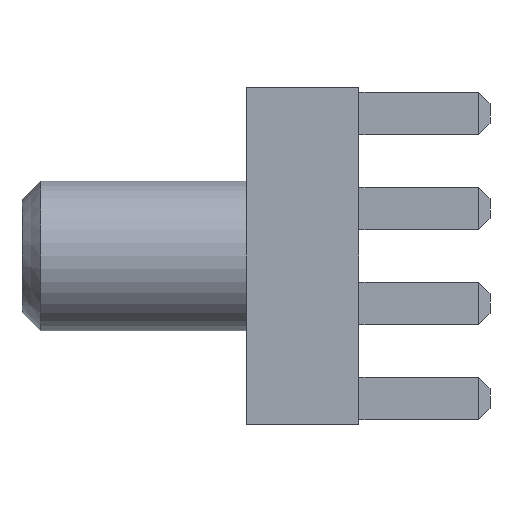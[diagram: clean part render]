
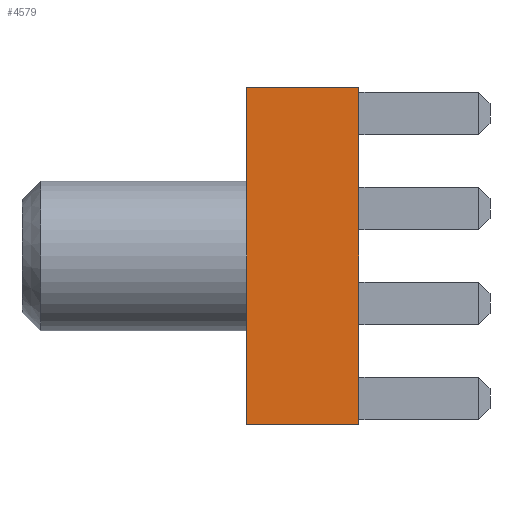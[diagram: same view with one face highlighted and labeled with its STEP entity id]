
A CAD part, left-side view. The second image highlights one B-rep face of the part: STEP entity #4579.
In plain terms, the highlighted planar face has unit normal (-1, 0, 0).
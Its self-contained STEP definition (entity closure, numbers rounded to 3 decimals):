
#435 = ORIENTED_EDGE ( 'NONE', *, *, #705, .T. ) ;
#544 = EDGE_CURVE ( 'NONE', #4447, #1686, #4387, .T. ) ;
#705 = EDGE_CURVE ( 'NONE', #1686, #5019, #3477, .T. ) ;
#781 = DIRECTION ( 'NONE',  ( 1., 0., 0. ) ) ;
#815 = CARTESIAN_POINT ( 'NONE',  ( -4.5, 3., -4.5 ) ) ;
#827 = CARTESIAN_POINT ( 'NONE',  ( -4.5, 3., -4.5 ) ) ;
#1001 = EDGE_CURVE ( 'NONE', #4447, #2500, #3588, .T. ) ;
#1224 = CARTESIAN_POINT ( 'NONE',  ( -4.5, 0., -4.5 ) ) ;
#1434 = EDGE_LOOP ( 'NONE', ( #435, #4635, #2383, #2515 ) ) ;
#1641 = CARTESIAN_POINT ( 'NONE',  ( -4.5, 3., -4.5 ) ) ;
#1686 = VERTEX_POINT ( 'NONE', #1224 ) ;
#1758 = LINE ( 'NONE', #3185, #4601 ) ;
#2009 = DIRECTION ( 'NONE',  ( 0., -1., 0. ) ) ;
#2146 = DIRECTION ( 'NONE',  ( 0., 0., 1. ) ) ;
#2219 = EDGE_CURVE ( 'NONE', #2500, #5019, #1758, .T. ) ;
#2323 = PLANE ( 'NONE',  #3091 ) ;
#2335 = DIRECTION ( 'NONE',  ( 0., 0., 1. ) ) ;
#2350 = CARTESIAN_POINT ( 'NONE',  ( -4.5, 3., -4.5 ) ) ;
#2383 = ORIENTED_EDGE ( 'NONE', *, *, #1001, .F. ) ;
#2500 = VERTEX_POINT ( 'NONE', #3327 ) ;
#2515 = ORIENTED_EDGE ( 'NONE', *, *, #544, .T. ) ;
#2663 = CARTESIAN_POINT ( 'NONE',  ( -4.5, 0., 4.5 ) ) ;
#3091 = AXIS2_PLACEMENT_3D ( 'NONE', #815, #781, #3494 ) ;
#3185 = CARTESIAN_POINT ( 'NONE',  ( -4.5, 3., 4.5 ) ) ;
#3327 = CARTESIAN_POINT ( 'NONE',  ( -4.5, 3., 4.5 ) ) ;
#3359 = VECTOR ( 'NONE', #2009, 1000. ) ;
#3377 = FACE_OUTER_BOUND ( 'NONE', #1434, .T. ) ;
#3477 = LINE ( 'NONE', #4477, #3597 ) ;
#3494 = DIRECTION ( 'NONE',  ( 0., 0., -1. ) ) ;
#3588 = LINE ( 'NONE', #2350, #3953 ) ;
#3597 = VECTOR ( 'NONE', #2146, 1000. ) ;
#3953 = VECTOR ( 'NONE', #2335, 1000. ) ;
#4332 = DIRECTION ( 'NONE',  ( 0., -1., 0. ) ) ;
#4387 = LINE ( 'NONE', #1641, #3359 ) ;
#4447 = VERTEX_POINT ( 'NONE', #827 ) ;
#4477 = CARTESIAN_POINT ( 'NONE',  ( -4.5, 0., -4.5 ) ) ;
#4579 = ADVANCED_FACE ( 'NONE', ( #3377 ), #2323, .F. ) ;
#4601 = VECTOR ( 'NONE', #4332, 1000. ) ;
#4635 = ORIENTED_EDGE ( 'NONE', *, *, #2219, .F. ) ;
#5019 = VERTEX_POINT ( 'NONE', #2663 ) ;
